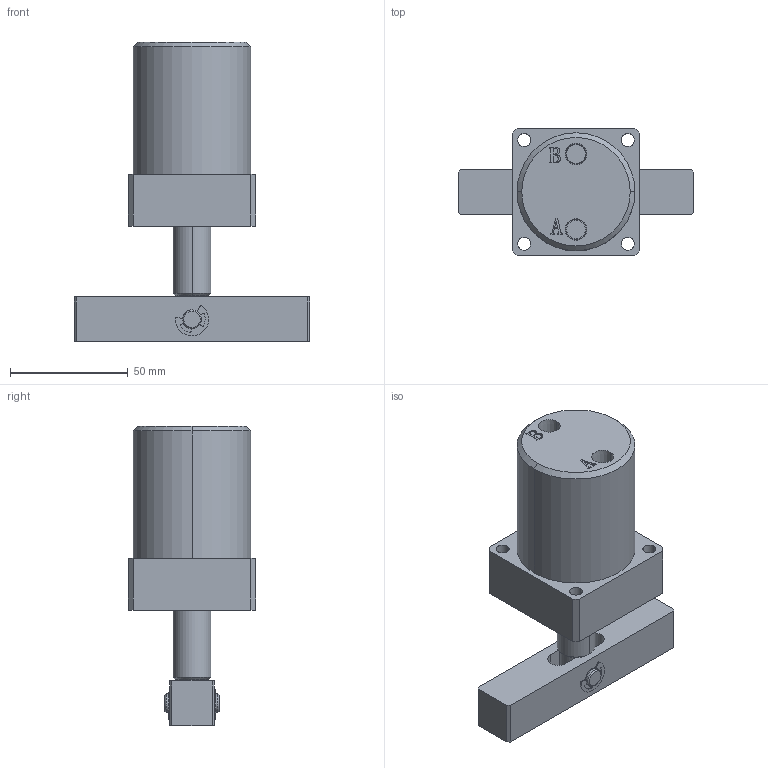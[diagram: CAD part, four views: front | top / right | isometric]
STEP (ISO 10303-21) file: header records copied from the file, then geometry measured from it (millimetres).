
FILE_DESCRIPTION (( 'STEP AP203' ), '1' );
FILE_NAME ('HCAS-FA32D.STEP', '2019-10-14T09:04:26', ( '微软用户' ), ( '微软中国' ), 'SwSTEP 2.0', 'SolidWorks 2012', '' );
FILE_SCHEMA (( 'CONFIG_CONTROL_DESIGN' ));
Length unit declared in the file: millimetre
Products named in the file (6): HCAS-FA32D; 縐遠8; HCAS-FA32DÏú; HCAS-FA32D邧旋; HCAS-FA32D活塞杆; HCAS-FA32掛极
Assembly tree (6 placements, depth 2):
  HCAS-FA32D
    HCAS-FA32掛极
    HCAS-FA32D活塞杆
    HCAS-FA32D邧旋
    HCAS-FA32DÏú
    縐遠8  x2
Bounding box: 100 x 54 x 127 mm (x, y, z)
Volume: 187361.4 mm3; surface area: 43655.3 mm2
Topology: 6 solids, 6 shells, 229 faces, 570 edges, 374 vertices
Faces by surface type: plane 99, cylinder 94, bspline 16, cone 14, torus 6
Entity records: 7300 total; most frequent: CARTESIAN_POINT 1864, DIRECTION 1010, ORIENTED_EDGE 972, EDGE_CURVE 486, AXIS2_PLACEMENT_3D 368, VERTEX_POINT 318, LINE 274, VECTOR 274
